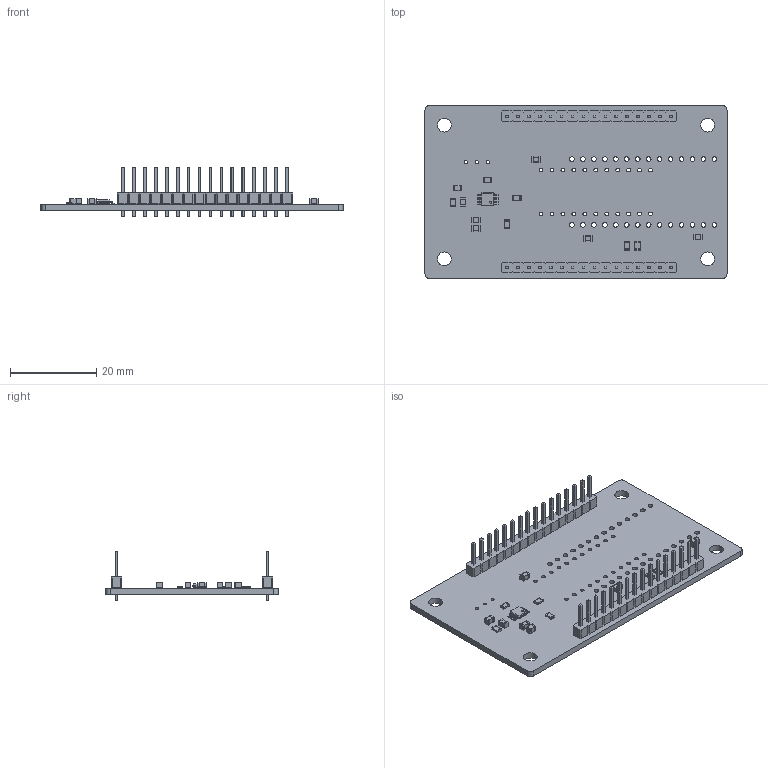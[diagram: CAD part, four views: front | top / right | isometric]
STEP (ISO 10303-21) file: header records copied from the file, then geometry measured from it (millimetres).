
FILE_DESCRIPTION(('KiCad electronic assembly'),'2;1');
FILE_NAME('TCD1304Rev2.step','2026-01-19T21:33:23',('Pcbnew'),('Kicad'), 'Open CASCADE STEP processor 7.6','KiCad to STEP converter','Unknown' );
FILE_SCHEMA(('AUTOMOTIVE_DESIGN { 1 0 10303 214 1 1 1 1 }'));
Length unit declared in the file: millimetre
Products named in the file (6): TCD1304Rev2 1; R_0805_2012Metric; C_0805_2012Metric; MSOP-8_3x3mm_P0.65mm; PinHeader_1x16_P2.54mm_Vertical; TCD1304Rev2_PCB
Assembly tree (17 placements, depth 2):
  TCD1304Rev2 1
    R_0805_2012Metric  x6
    C_0805_2012Metric  x7
    MSOP-8_3x3mm_P0.65mm
    PinHeader_1x16_P2.54mm_Vertical  x2
    TCD1304Rev2_PCB
Bounding box: 70 x 40 x 11.54 mm (x, y, z)
Volume: 4634.7 mm3; surface area: 7933.3 mm2
Topology: 17 solids, 17 shells, 1374 faces, 3464 edges, 2203 vertices
Faces by surface type: plane 1101, cylinder 257, bspline 16
Full cylindrical faces by diameter (mm): 0.71 x3, 0.86 x22, 1 x32, 1.1 x28, 3.2 x4
Entity records: 20954 total; most frequent: CARTESIAN_POINT 3651, ORIENTED_EDGE 3516, DIRECTION 3405, EDGE_CURVE 1758, LINE 1443, VECTOR 1443, VERTEX_POINT 1115, AXIS2_PLACEMENT_3D 981
